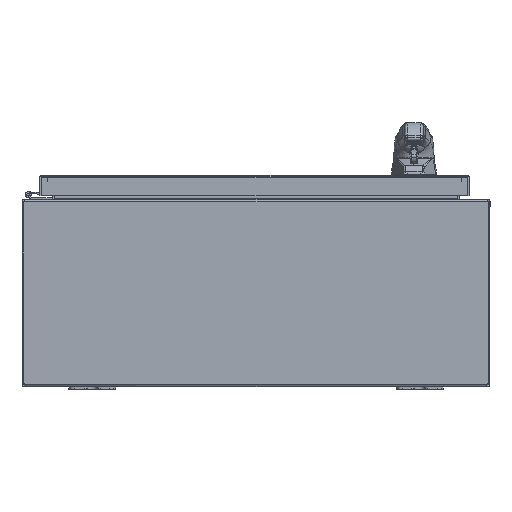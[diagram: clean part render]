
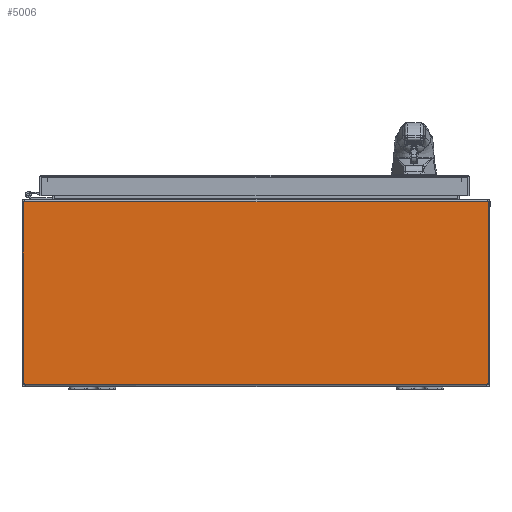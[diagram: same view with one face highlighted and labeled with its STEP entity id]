
A CAD part, front view. The second image highlights one B-rep face of the part: STEP entity #5006.
In plain terms, the highlighted planar face has unit normal (0, -1, 0).
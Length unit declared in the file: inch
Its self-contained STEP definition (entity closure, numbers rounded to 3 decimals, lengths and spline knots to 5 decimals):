
#1088 = DIRECTION ( 'NONE',  ( 0., 0., 1. ) ) ;
#1344 = CARTESIAN_POINT ( 'NONE',  ( 9.963, -12., 0.12745 ) ) ;
#1391 = CARTESIAN_POINT ( 'NONE',  ( -9.963, -12., 0.12745 ) ) ;
#2889 = DIRECTION ( 'NONE',  ( 1., 0., 0. ) ) ;
#3497 = EDGE_CURVE ( 'NONE', #32988, #76561, #103378, .T. ) ;
#3694 = DIRECTION ( 'NONE',  ( 0., 0., -1. ) ) ;
#3823 = LINE ( 'NONE', #26246, #24812 ) ;
#5006 = ADVANCED_FACE ( 'NONE', ( #65268 ), #103910, .F. ) ;
#8138 = VECTOR ( 'NONE', #80364, 39.37008 ) ;
#9397 = AXIS2_PLACEMENT_3D ( 'NONE', #105842, #52348, #114769 ) ;
#12675 = CARTESIAN_POINT ( 'NONE',  ( 9.963, -12., 7.89475 ) ) ;
#13490 = VERTEX_POINT ( 'NONE', #81280 ) ;
#13846 = LINE ( 'NONE', #1391, #82493 ) ;
#14349 = VECTOR ( 'NONE', #83987, 39.37008 ) ;
#14738 = EDGE_CURVE ( 'NONE', #13490, #60477, #38208, .T. ) ;
#15269 = CARTESIAN_POINT ( 'NONE',  ( 9.963, -12., 7.89475 ) ) ;
#17762 = CIRCLE ( 'NONE', #9397, 0.07 ) ;
#21442 = EDGE_CURVE ( 'NONE', #38856, #93443, #13846, .T. ) ;
#24812 = VECTOR ( 'NONE', #79861, 39.37008 ) ;
#26246 = CARTESIAN_POINT ( 'NONE',  ( -9.91495, -12., 7.89475 ) ) ;
#30616 = ORIENTED_EDGE ( 'NONE', *, *, #101209, .T. ) ;
#32988 = VERTEX_POINT ( 'NONE', #99586 ) ;
#34590 = CIRCLE ( 'NONE', #43205, 0.07 ) ;
#36404 = ORIENTED_EDGE ( 'NONE', *, *, #14738, .T. ) ;
#37391 = ORIENTED_EDGE ( 'NONE', *, *, #84716, .T. ) ;
#38208 = LINE ( 'NONE', #84471, #14349 ) ;
#38856 = VERTEX_POINT ( 'NONE', #98319 ) ;
#42117 = DIRECTION ( 'NONE',  ( 0., 1., 0. ) ) ;
#43081 = ORIENTED_EDGE ( 'NONE', *, *, #85083, .T. ) ;
#43205 = AXIS2_PLACEMENT_3D ( 'NONE', #109990, #56538, #2889 ) ;
#45072 = EDGE_CURVE ( 'NONE', #58780, #57917, #77522, .T. ) ;
#52348 = DIRECTION ( 'NONE',  ( 0., 1., 0. ) ) ;
#54133 = CARTESIAN_POINT ( 'NONE',  ( 9.963, -12., 7.89475 ) ) ;
#55755 = ORIENTED_EDGE ( 'NONE', *, *, #3497, .T. ) ;
#56538 = DIRECTION ( 'NONE',  ( 0., 1., 0. ) ) ;
#57917 = VERTEX_POINT ( 'NONE', #1344 ) ;
#58780 = VERTEX_POINT ( 'NONE', #15269 ) ;
#60477 = VERTEX_POINT ( 'NONE', #84733 ) ;
#65268 = FACE_OUTER_BOUND ( 'NONE', #65434, .T. ) ;
#65434 = EDGE_LOOP ( 'NONE', ( #30616, #55755, #85505, #99538, #43081, #36404, #37391, #84465 ) ) ;
#67705 = CARTESIAN_POINT ( 'NONE',  ( -9.91495, -12., 7.89475 ) ) ;
#74710 = VECTOR ( 'NONE', #3694, 39.37008 ) ;
#76561 = VERTEX_POINT ( 'NONE', #67705 ) ;
#77522 = LINE ( 'NONE', #12675, #74710 ) ;
#79861 = DIRECTION ( 'NONE',  ( -1., 0., 0. ) ) ;
#79971 = AXIS2_PLACEMENT_3D ( 'NONE', #110896, #42117, #101984 ) ;
#80364 = DIRECTION ( 'NONE',  ( -1., 0., 0. ) ) ;
#81280 = CARTESIAN_POINT ( 'NONE',  ( -9.88277, -12., 0.10525 ) ) ;
#82493 = VECTOR ( 'NONE', #1088, 39.37008 ) ;
#83987 = DIRECTION ( 'NONE',  ( 1., 0., 0. ) ) ;
#84465 = ORIENTED_EDGE ( 'NONE', *, *, #45072, .F. ) ;
#84471 = CARTESIAN_POINT ( 'NONE',  ( -9.88277, -12., 0.10525 ) ) ;
#84716 = EDGE_CURVE ( 'NONE', #60477, #57917, #17762, .T. ) ;
#84733 = CARTESIAN_POINT ( 'NONE',  ( 9.88277, -12., 0.10525 ) ) ;
#85083 = EDGE_CURVE ( 'NONE', #38856, #13490, #34590, .T. ) ;
#85505 = ORIENTED_EDGE ( 'NONE', *, *, #109659, .T. ) ;
#89316 = CARTESIAN_POINT ( 'NONE',  ( 9.91495, -12., 7.89475 ) ) ;
#89632 = DIRECTION ( 'NONE',  ( -1., 0., 0. ) ) ;
#93443 = VERTEX_POINT ( 'NONE', #95462 ) ;
#93706 = VECTOR ( 'NONE', #89632, 39.37008 ) ;
#95462 = CARTESIAN_POINT ( 'NONE',  ( -9.963, -12., 7.89475 ) ) ;
#96516 = LINE ( 'NONE', #54133, #93706 ) ;
#98319 = CARTESIAN_POINT ( 'NONE',  ( -9.963, -12., 0.12745 ) ) ;
#99538 = ORIENTED_EDGE ( 'NONE', *, *, #21442, .F. ) ;
#99586 = CARTESIAN_POINT ( 'NONE',  ( 9.91495, -12., 7.89475 ) ) ;
#101209 = EDGE_CURVE ( 'NONE', #58780, #32988, #96516, .T. ) ;
#101984 = DIRECTION ( 'NONE',  ( 1., 0., 0. ) ) ;
#103378 = LINE ( 'NONE', #89316, #8138 ) ;
#103910 = PLANE ( 'NONE',  #79971 ) ;
#105842 = CARTESIAN_POINT ( 'NONE',  ( 9.93789, -12., 0.06211 ) ) ;
#109659 = EDGE_CURVE ( 'NONE', #76561, #93443, #3823, .T. ) ;
#109990 = CARTESIAN_POINT ( 'NONE',  ( -9.93789, -12., 0.06211 ) ) ;
#110896 = CARTESIAN_POINT ( 'NONE',  ( 0., -12., 4.00948 ) ) ;
#114769 = DIRECTION ( 'NONE',  ( 1., 0., 0. ) ) ;
